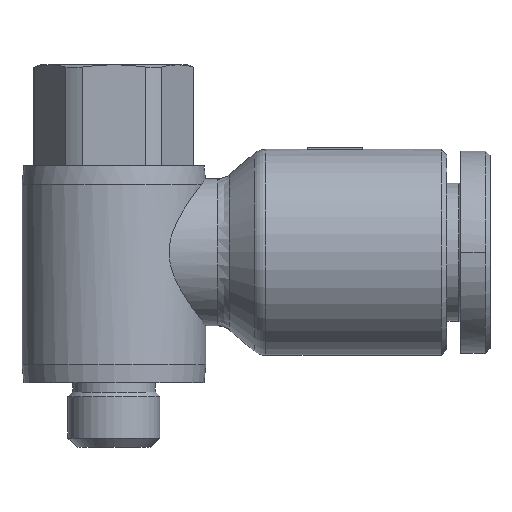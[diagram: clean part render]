
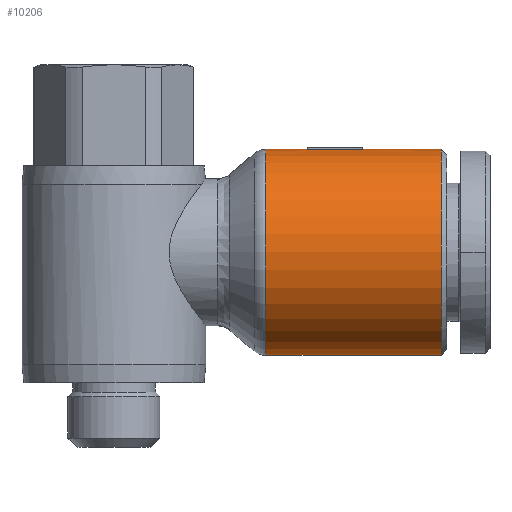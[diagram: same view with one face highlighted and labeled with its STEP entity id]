
A CAD part, front view. The second image highlights one B-rep face of the part: STEP entity #10206.
In plain terms, the highlighted cylindrical face has radius 5.6 mm (diameter 11.2 mm), a partial arc.
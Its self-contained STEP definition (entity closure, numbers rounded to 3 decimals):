
#141=CARTESIAN_POINT('',(-20.3,0.,5.6));
#142=VERTEX_POINT('',#141);
#143=CARTESIAN_POINT('',(-16.0,0.,5.6));
#144=VERTEX_POINT('',#143);
#145=CARTESIAN_POINT('',(-20.3,0.,5.6));
#146=DIRECTION('',(1.0,0.0,0.0));
#147=VECTOR('',#146,4.3);
#148=LINE('',#145,#147);
#149=EDGE_CURVE('',#142,#144,#148,.T.);
#151=CARTESIAN_POINT('',(-20.3,0.,-5.6));
#152=VERTEX_POINT('',#151);
#160=CARTESIAN_POINT('',(-10.765,0.,-5.6));
#161=VERTEX_POINT('',#160);
#162=CARTESIAN_POINT('',(-10.765,0.,-5.6));
#163=DIRECTION('',(-1.0,0.0,0.0));
#164=VECTOR('',#163,9.535);
#165=LINE('',#162,#164);
#166=EDGE_CURVE('',#161,#152,#165,.T.);
#168=CARTESIAN_POINT('',(-10.765,0.,5.6));
#169=VERTEX_POINT('',#168);
#177=CARTESIAN_POINT('',(-13.0,0.,5.6));
#178=VERTEX_POINT('',#177);
#179=CARTESIAN_POINT('',(-13.0,0.,5.6));
#180=DIRECTION('',(1.0,0.0,0.0));
#181=VECTOR('',#180,2.235);
#182=LINE('',#179,#181);
#183=EDGE_CURVE('',#178,#169,#182,.T.);
#226=CARTESIAN_POINT('',(-10.765,0.,0.));
#227=DIRECTION('',(1.0,0.0,0.0));
#228=DIRECTION('',(0.0,0.0,-1.0));
#229=AXIS2_PLACEMENT_3D('',#226,#227,#228);
#230=CIRCLE('',#229,5.6);
#231=EDGE_CURVE('',#161,#169,#230,.T.);
#2854=CARTESIAN_POINT('',(-20.3,0.,0.));
#2855=DIRECTION('',(-1.0,0.0,0.0));
#2856=DIRECTION('',(0.0,0.0,-1.0));
#2857=AXIS2_PLACEMENT_3D('',#2854,#2855,#2856);
#2858=CIRCLE('',#2857,5.6);
#2859=EDGE_CURVE('',#142,#152,#2858,.T.);
#9792=CARTESIAN_POINT('',(-13.0,0.5,5.578));
#9793=VERTEX_POINT('',#9792);
#9794=CARTESIAN_POINT('',(-13.0,0.,0.));
#9795=DIRECTION('',(1.0,0.0,0.0));
#9796=DIRECTION('',(0.0,0.0,1.0));
#9797=AXIS2_PLACEMENT_3D('',#9794,#9795,#9796);
#9798=CIRCLE('',#9797,5.6);
#9799=EDGE_CURVE('',#9793,#178,#9798,.T.);
#9835=CARTESIAN_POINT('',(-16.0,0.5,5.578));
#9836=VERTEX_POINT('',#9835);
#9843=CARTESIAN_POINT('',(-16.0,0.,0.));
#9844=DIRECTION('',(-1.0,0.0,0.0));
#9845=DIRECTION('',(0.0,0.0,1.0));
#9846=AXIS2_PLACEMENT_3D('',#9843,#9844,#9845);
#9847=CIRCLE('',#9846,5.6);
#9848=EDGE_CURVE('',#144,#9836,#9847,.T.);
#9858=CARTESIAN_POINT('',(-16.0,0.5,5.578));
#9859=DIRECTION('',(1.0,0.0,0.0));
#9860=VECTOR('',#9859,3.0);
#9861=LINE('',#9858,#9860);
#9862=EDGE_CURVE('',#9836,#9793,#9861,.T.);
#10191=CARTESIAN_POINT('',(-14.7,0.,0.));
#10192=DIRECTION('',(1.0,0.,0.));
#10193=DIRECTION('',(0.0,0.0,1.0));
#10194=AXIS2_PLACEMENT_3D('',#10191,#10192,#10193);
#10195=CYLINDRICAL_SURFACE('',#10194,5.6);
#10196=ORIENTED_EDGE('',*,*,#149,.T.);
#10197=ORIENTED_EDGE('',*,*,#9848,.T.);
#10198=ORIENTED_EDGE('',*,*,#9862,.T.);
#10199=ORIENTED_EDGE('',*,*,#9799,.T.);
#10200=ORIENTED_EDGE('',*,*,#183,.T.);
#10201=ORIENTED_EDGE('',*,*,#231,.F.);
#10202=ORIENTED_EDGE('',*,*,#166,.T.);
#10203=ORIENTED_EDGE('',*,*,#2859,.F.);
#10204=EDGE_LOOP('',(#10196,#10197,#10198,#10199,#10200,#10201,#10202,#10203));
#10205=FACE_OUTER_BOUND('',#10204,.T.);
#10206=ADVANCED_FACE('',(#10205),#10195,.T.);
